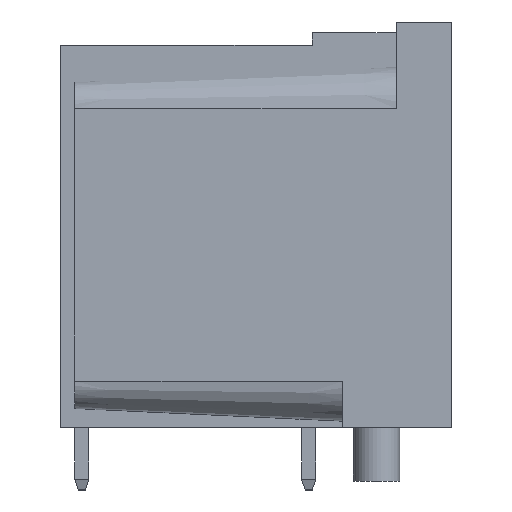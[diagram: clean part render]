
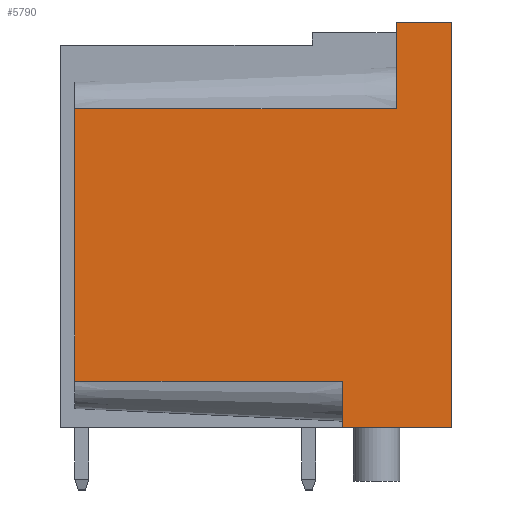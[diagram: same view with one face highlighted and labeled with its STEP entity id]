
A CAD part, left-side view. The second image highlights one B-rep face of the part: STEP entity #5790.
In plain terms, the highlighted planar face has unit normal (-1, 0, 0).
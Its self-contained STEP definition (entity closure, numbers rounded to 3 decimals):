
#1573=ORIENTED_EDGE('',*,*,#2444,.F.);
#1574=ORIENTED_EDGE('',*,*,#1993,.F.);
#1575=ORIENTED_EDGE('',*,*,#2033,.F.);
#1576=ORIENTED_EDGE('',*,*,#1988,.F.);
#1577=ORIENTED_EDGE('',*,*,#1973,.F.);
#1578=ORIENTED_EDGE('',*,*,#2447,.F.);
#1579=ORIENTED_EDGE('',*,*,#2436,.F.);
#1580=ORIENTED_EDGE('',*,*,#2428,.F.);
#1973=EDGE_CURVE('',#2671,#2663,#3249,.T.);
#1988=EDGE_CURVE('',#2663,#2681,#3264,.T.);
#1993=EDGE_CURVE('',#2684,#2685,#3269,.T.);
#2033=EDGE_CURVE('',#2681,#2684,#3307,.T.);
#2428=EDGE_CURVE('',#2965,#2966,#3660,.T.);
#2436=EDGE_CURVE('',#2966,#2972,#3667,.T.);
#2444=EDGE_CURVE('',#2685,#2965,#3671,.T.);
#2447=EDGE_CURVE('',#2972,#2671,#3674,.T.);
#2663=VERTEX_POINT('',#8291);
#2671=VERTEX_POINT('',#8307);
#2681=VERTEX_POINT('',#8336);
#2684=VERTEX_POINT('',#8346);
#2685=VERTEX_POINT('',#8348);
#2965=VERTEX_POINT('',#9351);
#2966=VERTEX_POINT('',#9353);
#2972=VERTEX_POINT('',#9369);
#3249=LINE('',#8308,#3963);
#3264=LINE('',#8338,#3978);
#3269=LINE('',#8347,#3983);
#3307=LINE('',#8421,#4021);
#3660=LINE('',#9352,#4374);
#3667=LINE('',#9368,#4381);
#3671=LINE('',#9421,#4385);
#3674=LINE('',#9428,#4388);
#3963=VECTOR('',#6728,1000.);
#3978=VECTOR('',#6753,1000.);
#3983=VECTOR('',#6760,1000.);
#4021=VECTOR('',#6804,1000.);
#4374=VECTOR('',#7603,1000.);
#4381=VECTOR('',#7616,1000.);
#4385=VECTOR('',#7634,1000.);
#4388=VECTOR('',#7645,1000.);
#4772=EDGE_LOOP('',(#1573,#1574,#1575,#1576,#1577,#1578,#1579,#1580));
#5164=FACE_BOUND('',#4772,.T.);
#5463=PLANE('',#6191);
#5790=ADVANCED_FACE('',(#5164),#5463,.T.);
#6191=AXIS2_PLACEMENT_3D('',#9427,#7643,#7644);
#6728=DIRECTION('',(0.,0.,1.));
#6753=DIRECTION('',(0.,-1.,0.));
#6760=DIRECTION('',(0.,1.,0.));
#6804=DIRECTION('',(0.,0.,-1.));
#7603=DIRECTION('',(0.,1.,0.));
#7616=DIRECTION('',(0.,0.,1.));
#7634=DIRECTION('',(0.,0.,1.));
#7643=DIRECTION('',(-1.,0.,0.));
#7644=DIRECTION('',(0.,-1.,0.));
#7645=DIRECTION('',(0.,-1.,0.));
#8291=CARTESIAN_POINT('',(-8.855,-7.9,22.7));
#8307=CARTESIAN_POINT('',(-8.855,-7.9,17.84));
#8308=CARTESIAN_POINT('',(-8.855,-7.9,22.7));
#8336=CARTESIAN_POINT('',(-8.855,-11.,22.7));
#8338=CARTESIAN_POINT('',(-8.855,-7.9,22.7));
#8346=CARTESIAN_POINT('',(-8.855,-11.,0.));
#8347=CARTESIAN_POINT('',(-8.855,-4.9,0.));
#8348=CARTESIAN_POINT('',(-8.855,-4.9,0.));
#8421=CARTESIAN_POINT('',(-8.855,-11.,22.7));
#9351=CARTESIAN_POINT('',(-8.855,-4.9,2.6));
#9352=CARTESIAN_POINT('',(-8.855,-4.9,2.6));
#9353=CARTESIAN_POINT('',(-8.855,10.1,2.6));
#9368=CARTESIAN_POINT('',(-8.855,10.1,2.6));
#9369=CARTESIAN_POINT('',(-8.855,10.1,17.84));
#9421=CARTESIAN_POINT('',(-8.855,-4.9,0.));
#9427=CARTESIAN_POINT('',(-8.855,-4.9,2.6));
#9428=CARTESIAN_POINT('',(-8.855,-7.9,17.84));
